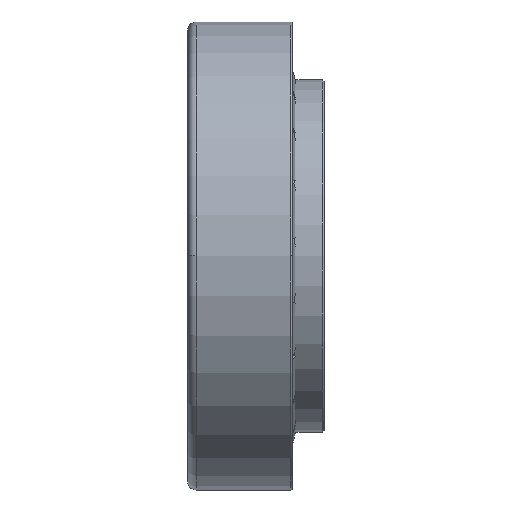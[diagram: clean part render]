
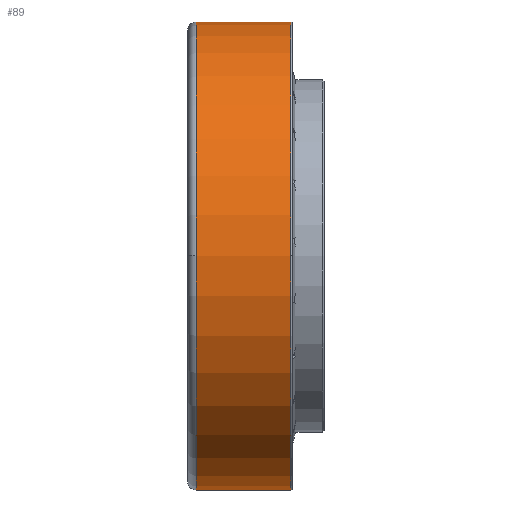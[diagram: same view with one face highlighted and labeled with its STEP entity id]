
A CAD part, top view. The second image highlights one B-rep face of the part: STEP entity #89.
In plain terms, the highlighted cylindrical face has radius 42.5 mm (diameter 85 mm), a partial arc.
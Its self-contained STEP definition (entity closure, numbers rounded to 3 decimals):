
#89=ADVANCED_FACE('',(#269),#270,.T.);
#269=FACE_OUTER_BOUND('',#611,.T.);
#270=CYLINDRICAL_SURFACE('',#612,42.5);
#611=EDGE_LOOP('',(#1103,#1104,#1105,#1106,#1107,#1108));
#612=AXIS2_PLACEMENT_3D('',#1109,#1110,#1111);
#1103=ORIENTED_EDGE('',*,*,#2048,.F.);
#1104=ORIENTED_EDGE('',*,*,#2049,.T.);
#1105=ORIENTED_EDGE('',*,*,#2050,.T.);
#1106=ORIENTED_EDGE('',*,*,#2051,.F.);
#1107=ORIENTED_EDGE('',*,*,#2052,.F.);
#1108=ORIENTED_EDGE('',*,*,#2044,.F.);
#1109=CARTESIAN_POINT('',(10.1,0.0,0.0));
#1110=DIRECTION('',(1.0,0.0,0.0));
#1111=DIRECTION('',(0.0,1.0,0.0));
#2044=EDGE_CURVE('',#2401,#2403,#2404,.T.);
#2048=EDGE_CURVE('',#2410,#2401,#2411,.T.);
#2049=EDGE_CURVE('',#2410,#2412,#2413,.T.);
#2050=EDGE_CURVE('',#2412,#2414,#2415,.T.);
#2051=EDGE_CURVE('',#2416,#2414,#2417,.T.);
#2052=EDGE_CURVE('',#2403,#2416,#2418,.T.);
#2401=VERTEX_POINT('',#2941);
#2403=VERTEX_POINT('',#2943);
#2404=CIRCLE('',#2944,42.5);
#2410=VERTEX_POINT('',#2950);
#2411=LINE('',#2951,#2952);
#2412=VERTEX_POINT('',#2953);
#2413=CIRCLE('',#2954,42.5);
#2414=VERTEX_POINT('',#2955);
#2415=CIRCLE('',#2956,42.5);
#2416=VERTEX_POINT('',#2957);
#2417=LINE('',#2958,#2959);
#2418=CIRCLE('',#2960,42.5);
#2941=CARTESIAN_POINT('',(18.7,42.5,0.0));
#2943=CARTESIAN_POINT('',(18.7,0.,42.5));
#2944=AXIS2_PLACEMENT_3D('',#5003,#5004,#5005);
#2950=CARTESIAN_POINT('',(1.5,42.5,0.0));
#2951=CARTESIAN_POINT('',(10.1,42.5,0.));
#2952=VECTOR('',#5015,1.0);
#2953=CARTESIAN_POINT('',(1.5,0.,42.5));
#2954=AXIS2_PLACEMENT_3D('',#5016,#5017,#5018);
#2955=CARTESIAN_POINT('',(1.5,-42.5,0.));
#2956=AXIS2_PLACEMENT_3D('',#5019,#5020,#5021);
#2957=CARTESIAN_POINT('',(18.7,-42.5,0.));
#2958=CARTESIAN_POINT('',(10.1,-42.5,0.));
#2959=VECTOR('',#5022,1.0);
#2960=AXIS2_PLACEMENT_3D('',#5023,#5024,#5025);
#5003=CARTESIAN_POINT('',(18.7,0.0,0.0));
#5004=DIRECTION('',(1.0,0.0,0.0));
#5005=DIRECTION('',(0.0,1.0,0.0));
#5015=DIRECTION('',(1.0,0.0,0.0));
#5016=CARTESIAN_POINT('',(1.5,0.0,0.0));
#5017=DIRECTION('',(1.0,0.0,0.0));
#5018=DIRECTION('',(0.0,1.0,0.0));
#5019=CARTESIAN_POINT('',(1.5,0.0,0.0));
#5020=DIRECTION('',(1.0,0.0,0.0));
#5021=DIRECTION('',(0.0,1.0,0.0));
#5022=DIRECTION('',(-1.0,-0.0,-0.0));
#5023=CARTESIAN_POINT('',(18.7,0.0,0.0));
#5024=DIRECTION('',(1.0,0.0,0.0));
#5025=DIRECTION('',(0.0,1.0,0.0));
